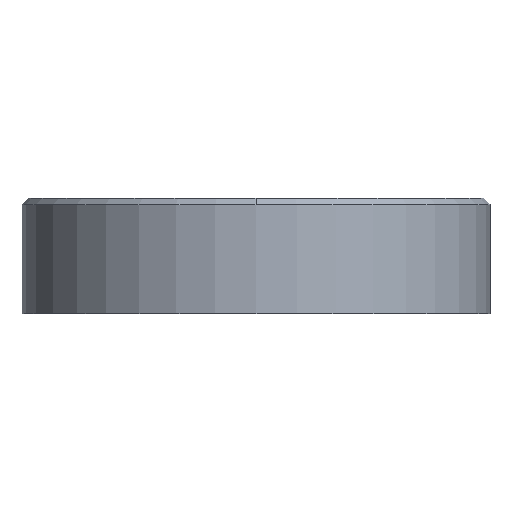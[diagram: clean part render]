
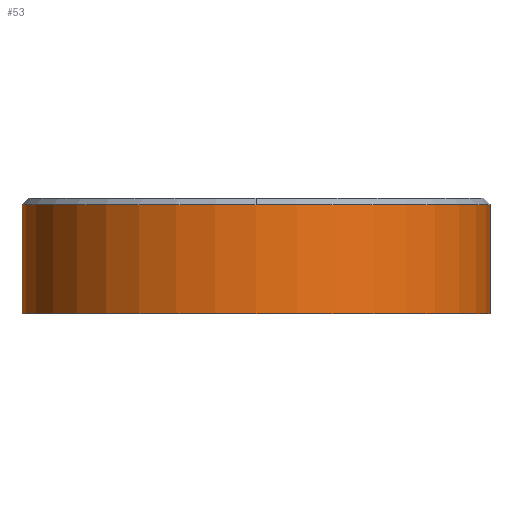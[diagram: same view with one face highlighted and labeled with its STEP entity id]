
A CAD part, front view. The second image highlights one B-rep face of the part: STEP entity #53.
In plain terms, the highlighted cylindrical face has radius 37.5 mm (diameter 75 mm), a partial arc.
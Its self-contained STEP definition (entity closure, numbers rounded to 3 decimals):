
#14 = EDGE_LOOP ( 'NONE', ( #1880, #1726, #1297, #347, #1954 ) ) ;
#39 = LINE ( 'NONE', #1616, #1050 ) ;
#52 = AXIS2_PLACEMENT_3D ( 'NONE', #1702, #1727, #835 ) ;
#53 = ADVANCED_FACE ( 'NONE', ( #1169 ), #1055, .T. ) ;
#56 = CARTESIAN_POINT ( 'NONE',  ( 0., 0., 17.5 ) ) ;
#121 = DIRECTION ( 'NONE',  ( 0., 0., -1. ) ) ;
#144 = CARTESIAN_POINT ( 'NONE',  ( 0., -37.5, 17.5 ) ) ;
#182 = VERTEX_POINT ( 'NONE', #1560 ) ;
#231 = VERTEX_POINT ( 'NONE', #1868 ) ;
#335 = DIRECTION ( 'NONE',  ( 0., 0., -1. ) ) ;
#347 = ORIENTED_EDGE ( 'NONE', *, *, #1908, .T. ) ;
#371 = VERTEX_POINT ( 'NONE', #1598 ) ;
#384 = CIRCLE ( 'NONE', #856, 37.5 ) ;
#442 = DIRECTION ( 'NONE',  ( 0., 0., -1. ) ) ;
#456 = DIRECTION ( 'NONE',  ( 0., 0., 1. ) ) ;
#462 = DIRECTION ( 'NONE',  ( -1., 0., 0. ) ) ;
#499 = DIRECTION ( 'NONE',  ( -1., 0., 0. ) ) ;
#594 = CARTESIAN_POINT ( 'NONE',  ( 37.5, 0., 17.5 ) ) ;
#729 = LINE ( 'NONE', #1644, #1879 ) ;
#749 = CARTESIAN_POINT ( 'NONE',  ( 0., 0., 0. ) ) ;
#768 = EDGE_CURVE ( 'NONE', #231, #182, #1447, .T. ) ;
#813 = DIRECTION ( 'NONE',  ( -1., 0., 0. ) ) ;
#835 = DIRECTION ( 'NONE',  ( -1., 0., 0. ) ) ;
#856 = AXIS2_PLACEMENT_3D ( 'NONE', #56, #1086, #813 ) ;
#887 = EDGE_CURVE ( 'NONE', #371, #1142, #1733, .T. ) ;
#904 = AXIS2_PLACEMENT_3D ( 'NONE', #749, #456, #462 ) ;
#1050 = VECTOR ( 'NONE', #121, 1000. ) ;
#1055 = CYLINDRICAL_SURFACE ( 'NONE', #1392, 37.5 ) ;
#1086 = DIRECTION ( 'NONE',  ( 0., 0., 1. ) ) ;
#1142 = VERTEX_POINT ( 'NONE', #144 ) ;
#1169 = FACE_OUTER_BOUND ( 'NONE', #14, .T. ) ;
#1214 = EDGE_CURVE ( 'NONE', #1871, #182, #729, .T. ) ;
#1297 = ORIENTED_EDGE ( 'NONE', *, *, #887, .F. ) ;
#1392 = AXIS2_PLACEMENT_3D ( 'NONE', #1815, #335, #499 ) ;
#1447 = CIRCLE ( 'NONE', #904, 37.5 ) ;
#1490 = EDGE_CURVE ( 'NONE', #1142, #1871, #384, .T. ) ;
#1560 = CARTESIAN_POINT ( 'NONE',  ( 37.5, 0., 0. ) ) ;
#1598 = CARTESIAN_POINT ( 'NONE',  ( -37.5, 0., 17.5 ) ) ;
#1616 = CARTESIAN_POINT ( 'NONE',  ( -37.5, 0., 17.5 ) ) ;
#1644 = CARTESIAN_POINT ( 'NONE',  ( 37.5, 0., 17.5 ) ) ;
#1702 = CARTESIAN_POINT ( 'NONE',  ( 0., 0., 17.5 ) ) ;
#1726 = ORIENTED_EDGE ( 'NONE', *, *, #1490, .F. ) ;
#1727 = DIRECTION ( 'NONE',  ( 0., 0., 1. ) ) ;
#1733 = CIRCLE ( 'NONE', #52, 37.5 ) ;
#1815 = CARTESIAN_POINT ( 'NONE',  ( 0., 0., 17.5 ) ) ;
#1868 = CARTESIAN_POINT ( 'NONE',  ( -37.5, 0., 0. ) ) ;
#1871 = VERTEX_POINT ( 'NONE', #594 ) ;
#1879 = VECTOR ( 'NONE', #442, 1000. ) ;
#1880 = ORIENTED_EDGE ( 'NONE', *, *, #1214, .F. ) ;
#1908 = EDGE_CURVE ( 'NONE', #371, #231, #39, .T. ) ;
#1954 = ORIENTED_EDGE ( 'NONE', *, *, #768, .T. ) ;
